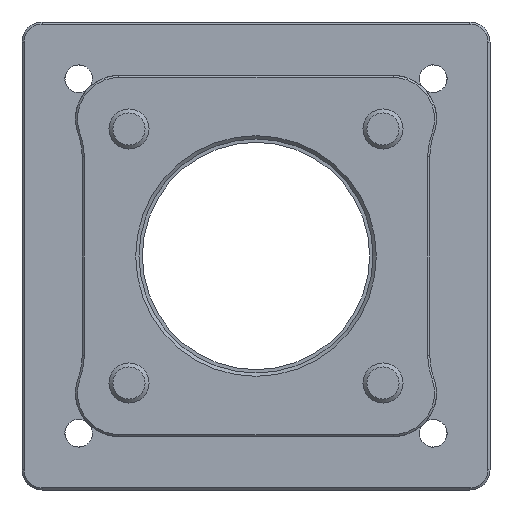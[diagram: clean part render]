
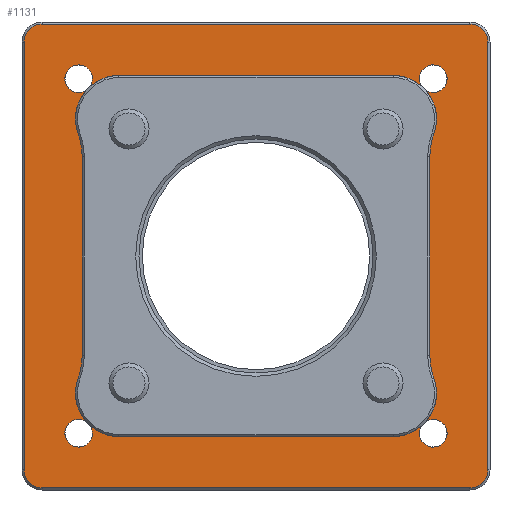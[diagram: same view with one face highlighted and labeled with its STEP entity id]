
A CAD part, front view. The second image highlights one B-rep face of the part: STEP entity #1131.
In plain terms, the highlighted planar face has unit normal (0, -1, 0).
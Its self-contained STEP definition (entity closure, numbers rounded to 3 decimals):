
#20=FACE_BOUND('',#276,.T.);
#83=CIRCLE('',#1219,2.7);
#85=CIRCLE('',#1223,2.7);
#87=CIRCLE('',#1227,2.7);
#88=CIRCLE('',#1230,2.7);
#89=CIRCLE('',#1233,2.067);
#90=CIRCLE('',#1234,6.5);
#91=CIRCLE('',#1235,10.1);
#92=CIRCLE('',#1236,10.1);
#93=CIRCLE('',#1237,6.5);
#94=CIRCLE('',#1238,2.067);
#95=CIRCLE('',#1239,6.5);
#96=CIRCLE('',#1240,6.5);
#97=CIRCLE('',#1241,2.067);
#98=CIRCLE('',#1242,6.5);
#99=CIRCLE('',#1243,10.1);
#100=CIRCLE('',#1244,10.1);
#101=CIRCLE('',#1245,6.5);
#102=CIRCLE('',#1246,2.067);
#103=CIRCLE('',#1247,6.5);
#104=CIRCLE('',#1248,6.5);
#192=FACE_OUTER_BOUND('',#275,.T.);
#275=EDGE_LOOP('',(#861,#862,#863,#864,#865,#866,#867,#868));
#276=EDGE_LOOP('',(#869,#870,#871,#872,#873,#874,#875,#876,#877,#878,#879,
#880,#881,#882,#883,#884,#885,#886,#887,#888));
#380=LINE('',#1823,#456);
#384=LINE('',#1832,#460);
#387=LINE('',#1843,#463);
#391=LINE('',#1854,#467);
#394=LINE('',#1869,#470);
#395=LINE('',#1879,#471);
#396=LINE('',#1889,#472);
#397=LINE('',#1899,#473);
#456=VECTOR('',#1431,64.);
#460=VECTOR('',#1441,64.);
#463=VECTOR('',#1452,64.);
#467=VECTOR('',#1464,64.);
#470=VECTOR('',#1481,29.651);
#471=VECTOR('',#1490,41.);
#472=VECTOR('',#1499,29.651);
#473=VECTOR('',#1508,41.);
#534=VERTEX_POINT('',#1820);
#535=VERTEX_POINT('',#1822);
#536=VERTEX_POINT('',#1826);
#537=VERTEX_POINT('',#1830);
#539=VERTEX_POINT('',#1836);
#541=VERTEX_POINT('',#1841);
#543=VERTEX_POINT('',#1848);
#544=VERTEX_POINT('',#1852);
#545=VERTEX_POINT('',#1861);
#546=VERTEX_POINT('',#1862);
#547=VERTEX_POINT('',#1864);
#548=VERTEX_POINT('',#1866);
#549=VERTEX_POINT('',#1868);
#550=VERTEX_POINT('',#1870);
#551=VERTEX_POINT('',#1872);
#552=VERTEX_POINT('',#1874);
#553=VERTEX_POINT('',#1876);
#554=VERTEX_POINT('',#1878);
#555=VERTEX_POINT('',#1880);
#556=VERTEX_POINT('',#1882);
#557=VERTEX_POINT('',#1884);
#558=VERTEX_POINT('',#1886);
#559=VERTEX_POINT('',#1888);
#560=VERTEX_POINT('',#1890);
#561=VERTEX_POINT('',#1892);
#562=VERTEX_POINT('',#1894);
#563=VERTEX_POINT('',#1896);
#564=VERTEX_POINT('',#1898);
#647=EDGE_CURVE('',#534,#535,#380,.T.);
#650=EDGE_CURVE('',#536,#534,#83,.T.);
#652=EDGE_CURVE('',#537,#536,#384,.T.);
#655=EDGE_CURVE('',#539,#537,#85,.T.);
#657=EDGE_CURVE('',#541,#539,#387,.T.);
#661=EDGE_CURVE('',#543,#541,#87,.T.);
#663=EDGE_CURVE('',#544,#543,#391,.T.);
#665=EDGE_CURVE('',#535,#544,#88,.T.);
#667=EDGE_CURVE('',#545,#546,#89,.T.);
#668=EDGE_CURVE('',#546,#547,#90,.T.);
#669=EDGE_CURVE('',#547,#548,#91,.T.);
#670=EDGE_CURVE('',#548,#549,#394,.T.);
#671=EDGE_CURVE('',#549,#550,#92,.T.);
#672=EDGE_CURVE('',#550,#551,#93,.T.);
#673=EDGE_CURVE('',#551,#552,#94,.T.);
#674=EDGE_CURVE('',#552,#553,#95,.T.);
#675=EDGE_CURVE('',#553,#554,#395,.T.);
#676=EDGE_CURVE('',#554,#555,#96,.T.);
#677=EDGE_CURVE('',#555,#556,#97,.T.);
#678=EDGE_CURVE('',#556,#557,#98,.T.);
#679=EDGE_CURVE('',#557,#558,#99,.T.);
#680=EDGE_CURVE('',#558,#559,#396,.T.);
#681=EDGE_CURVE('',#559,#560,#100,.T.);
#682=EDGE_CURVE('',#560,#561,#101,.T.);
#683=EDGE_CURVE('',#561,#562,#102,.T.);
#684=EDGE_CURVE('',#562,#563,#103,.T.);
#685=EDGE_CURVE('',#563,#564,#397,.T.);
#686=EDGE_CURVE('',#564,#545,#104,.T.);
#861=ORIENTED_EDGE('',*,*,#647,.F.);
#862=ORIENTED_EDGE('',*,*,#650,.F.);
#863=ORIENTED_EDGE('',*,*,#652,.F.);
#864=ORIENTED_EDGE('',*,*,#655,.F.);
#865=ORIENTED_EDGE('',*,*,#657,.F.);
#866=ORIENTED_EDGE('',*,*,#661,.F.);
#867=ORIENTED_EDGE('',*,*,#663,.F.);
#868=ORIENTED_EDGE('',*,*,#665,.F.);
#869=ORIENTED_EDGE('',*,*,#667,.T.);
#870=ORIENTED_EDGE('',*,*,#668,.T.);
#871=ORIENTED_EDGE('',*,*,#669,.T.);
#872=ORIENTED_EDGE('',*,*,#670,.T.);
#873=ORIENTED_EDGE('',*,*,#671,.T.);
#874=ORIENTED_EDGE('',*,*,#672,.T.);
#875=ORIENTED_EDGE('',*,*,#673,.T.);
#876=ORIENTED_EDGE('',*,*,#674,.T.);
#877=ORIENTED_EDGE('',*,*,#675,.T.);
#878=ORIENTED_EDGE('',*,*,#676,.T.);
#879=ORIENTED_EDGE('',*,*,#677,.T.);
#880=ORIENTED_EDGE('',*,*,#678,.T.);
#881=ORIENTED_EDGE('',*,*,#679,.T.);
#882=ORIENTED_EDGE('',*,*,#680,.T.);
#883=ORIENTED_EDGE('',*,*,#681,.T.);
#884=ORIENTED_EDGE('',*,*,#682,.T.);
#885=ORIENTED_EDGE('',*,*,#683,.T.);
#886=ORIENTED_EDGE('',*,*,#684,.T.);
#887=ORIENTED_EDGE('',*,*,#685,.T.);
#888=ORIENTED_EDGE('',*,*,#686,.T.);
#1087=PLANE('',#1232);
#1131=ADVANCED_FACE('',(#192,#20),#1087,.F.);
#1219=AXIS2_PLACEMENT_3D('',#1828,#1436,#1437);
#1223=AXIS2_PLACEMENT_3D('',#1838,#1447,#1448);
#1227=AXIS2_PLACEMENT_3D('',#1850,#1459,#1460);
#1230=AXIS2_PLACEMENT_3D('',#1857,#1468,#1469);
#1232=AXIS2_PLACEMENT_3D('',#1860,#1473,#1474);
#1233=AXIS2_PLACEMENT_3D('',#1863,#1475,#1476);
#1234=AXIS2_PLACEMENT_3D('',#1865,#1477,#1478);
#1235=AXIS2_PLACEMENT_3D('',#1867,#1479,#1480);
#1236=AXIS2_PLACEMENT_3D('',#1871,#1482,#1483);
#1237=AXIS2_PLACEMENT_3D('',#1873,#1484,#1485);
#1238=AXIS2_PLACEMENT_3D('',#1875,#1486,#1487);
#1239=AXIS2_PLACEMENT_3D('',#1877,#1488,#1489);
#1240=AXIS2_PLACEMENT_3D('',#1881,#1491,#1492);
#1241=AXIS2_PLACEMENT_3D('',#1883,#1493,#1494);
#1242=AXIS2_PLACEMENT_3D('',#1885,#1495,#1496);
#1243=AXIS2_PLACEMENT_3D('',#1887,#1497,#1498);
#1244=AXIS2_PLACEMENT_3D('',#1891,#1500,#1501);
#1245=AXIS2_PLACEMENT_3D('',#1893,#1502,#1503);
#1246=AXIS2_PLACEMENT_3D('',#1895,#1504,#1505);
#1247=AXIS2_PLACEMENT_3D('',#1897,#1506,#1507);
#1248=AXIS2_PLACEMENT_3D('',#1900,#1509,#1510);
#1431=DIRECTION('',(1.,0.,0.));
#1436=DIRECTION('center_axis',(0.,1.,0.));
#1437=DIRECTION('ref_axis',(-0.707,0.,0.707));
#1441=DIRECTION('',(0.,0.,1.));
#1447=DIRECTION('center_axis',(0.,1.,0.));
#1448=DIRECTION('ref_axis',(-0.707,0.,-0.707));
#1452=DIRECTION('',(-1.,0.,0.));
#1459=DIRECTION('center_axis',(0.,1.,0.));
#1460=DIRECTION('ref_axis',(0.707,0.,-0.707));
#1464=DIRECTION('',(0.,0.,-1.));
#1468=DIRECTION('center_axis',(0.,1.,0.));
#1469=DIRECTION('ref_axis',(0.707,0.,0.707));
#1473=DIRECTION('center_axis',(0.,1.,0.));
#1474=DIRECTION('ref_axis',(0.,0.,1.));
#1475=DIRECTION('center_axis',(0.,1.,0.));
#1476=DIRECTION('ref_axis',(1.,0.,0.));
#1477=DIRECTION('center_axis',(0.,1.,0.));
#1478=DIRECTION('ref_axis',(0.,0.,-1.));
#1479=DIRECTION('center_axis',(0.,-1.,0.));
#1480=DIRECTION('ref_axis',(-1.,0.,0.));
#1481=DIRECTION('',(0.,0.,1.));
#1482=DIRECTION('center_axis',(0.,-1.,0.));
#1483=DIRECTION('ref_axis',(-0.94,0.,-0.342));
#1484=DIRECTION('center_axis',(0.,1.,0.));
#1485=DIRECTION('ref_axis',(-0.94,0.,-0.342));
#1486=DIRECTION('center_axis',(0.,1.,0.));
#1487=DIRECTION('ref_axis',(1.,0.,0.));
#1488=DIRECTION('center_axis',(0.,1.,0.));
#1489=DIRECTION('ref_axis',(-0.94,0.,-0.342));
#1490=DIRECTION('',(1.,0.,0.));
#1491=DIRECTION('center_axis',(0.,1.,0.));
#1492=DIRECTION('ref_axis',(0.,0.,1.));
#1493=DIRECTION('center_axis',(0.,1.,0.));
#1494=DIRECTION('ref_axis',(1.,0.,0.));
#1495=DIRECTION('center_axis',(0.,1.,0.));
#1496=DIRECTION('ref_axis',(0.,0.,1.));
#1497=DIRECTION('center_axis',(0.,-1.,0.));
#1498=DIRECTION('ref_axis',(1.,0.,0.));
#1499=DIRECTION('',(0.,0.,-1.));
#1500=DIRECTION('center_axis',(0.,-1.,0.));
#1501=DIRECTION('ref_axis',(0.94,0.,0.342));
#1502=DIRECTION('center_axis',(0.,1.,0.));
#1503=DIRECTION('ref_axis',(0.94,0.,0.342));
#1504=DIRECTION('center_axis',(0.,1.,0.));
#1505=DIRECTION('ref_axis',(1.,0.,0.));
#1506=DIRECTION('center_axis',(0.,1.,0.));
#1507=DIRECTION('ref_axis',(0.94,0.,0.342));
#1508=DIRECTION('',(-1.,0.,0.));
#1509=DIRECTION('center_axis',(0.,1.,0.));
#1510=DIRECTION('ref_axis',(0.,0.,-1.));
#1820=CARTESIAN_POINT('',(-32.,50.,34.7));
#1822=CARTESIAN_POINT('',(32.,50.,34.7));
#1823=CARTESIAN_POINT('',(-17.5,50.,34.7));
#1826=CARTESIAN_POINT('',(-34.7,50.,32.));
#1828=CARTESIAN_POINT('Origin',(-32.,50.,32.));
#1830=CARTESIAN_POINT('',(-34.7,50.,-32.));
#1832=CARTESIAN_POINT('',(-34.7,50.,-17.5));
#1836=CARTESIAN_POINT('',(-32.,50.,-34.7));
#1838=CARTESIAN_POINT('Origin',(-32.,50.,-32.));
#1841=CARTESIAN_POINT('',(32.,50.,-34.7));
#1843=CARTESIAN_POINT('',(17.5,50.,-34.7));
#1848=CARTESIAN_POINT('',(34.7,50.,-32.));
#1850=CARTESIAN_POINT('Origin',(32.,50.,-32.));
#1852=CARTESIAN_POINT('',(34.7,50.,32.));
#1854=CARTESIAN_POINT('',(34.7,50.,17.5));
#1857=CARTESIAN_POINT('Origin',(32.,50.,32.));
#1860=CARTESIAN_POINT('Origin',(0.,50.,0.));
#1861=CARTESIAN_POINT('',(-24.785,50.,-25.388));
#1862=CARTESIAN_POINT('',(-25.388,50.,-24.785));
#1863=CARTESIAN_POINT('Origin',(-26.517,50.,-26.517));
#1864=CARTESIAN_POINT('',(-26.608,50.,-18.278));
#1865=CARTESIAN_POINT('Origin',(-20.5,50.,-20.5));
#1866=CARTESIAN_POINT('',(-26.,50.,-14.825));
#1867=CARTESIAN_POINT('Origin',(-36.1,50.,-14.825));
#1868=CARTESIAN_POINT('',(-26.,50.,14.825));
#1869=CARTESIAN_POINT('',(-26.,50.,-14.825));
#1870=CARTESIAN_POINT('',(-26.608,50.,18.278));
#1871=CARTESIAN_POINT('Origin',(-36.1,50.,14.825));
#1872=CARTESIAN_POINT('',(-25.388,50.,24.785));
#1873=CARTESIAN_POINT('Origin',(-20.5,50.,20.5));
#1874=CARTESIAN_POINT('',(-24.785,50.,25.388));
#1875=CARTESIAN_POINT('Origin',(-26.517,50.,26.517));
#1876=CARTESIAN_POINT('',(-20.5,50.,27.));
#1877=CARTESIAN_POINT('Origin',(-20.5,50.,20.5));
#1878=CARTESIAN_POINT('',(20.5,50.,27.));
#1879=CARTESIAN_POINT('',(-20.5,50.,27.));
#1880=CARTESIAN_POINT('',(24.785,50.,25.388));
#1881=CARTESIAN_POINT('Origin',(20.5,50.,20.5));
#1882=CARTESIAN_POINT('',(25.388,50.,24.785));
#1883=CARTESIAN_POINT('Origin',(26.517,50.,26.517));
#1884=CARTESIAN_POINT('',(26.608,50.,18.278));
#1885=CARTESIAN_POINT('Origin',(20.5,50.,20.5));
#1886=CARTESIAN_POINT('',(26.,50.,14.825));
#1887=CARTESIAN_POINT('Origin',(36.1,50.,14.825));
#1888=CARTESIAN_POINT('',(26.,50.,-14.825));
#1889=CARTESIAN_POINT('',(26.,50.,14.825));
#1890=CARTESIAN_POINT('',(26.608,50.,-18.278));
#1891=CARTESIAN_POINT('Origin',(36.1,50.,-14.825));
#1892=CARTESIAN_POINT('',(25.388,50.,-24.785));
#1893=CARTESIAN_POINT('Origin',(20.5,50.,-20.5));
#1894=CARTESIAN_POINT('',(24.785,50.,-25.388));
#1895=CARTESIAN_POINT('Origin',(26.517,50.,-26.517));
#1896=CARTESIAN_POINT('',(20.5,50.,-27.));
#1897=CARTESIAN_POINT('Origin',(20.5,50.,-20.5));
#1898=CARTESIAN_POINT('',(-20.5,50.,-27.));
#1899=CARTESIAN_POINT('',(20.5,50.,-27.));
#1900=CARTESIAN_POINT('Origin',(-20.5,50.,-20.5));
